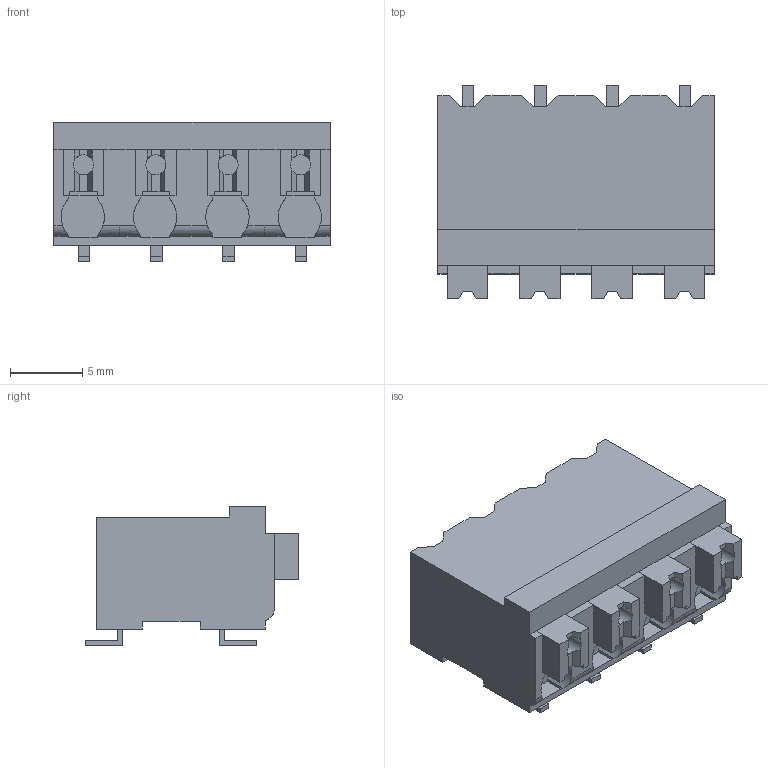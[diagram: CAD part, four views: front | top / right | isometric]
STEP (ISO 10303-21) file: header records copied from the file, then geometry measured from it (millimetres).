
FILE_DESCRIPTION(('CATIA V5 STEP Exchange','CAx-IF Rec.Pracs.--- Model Styling and Organization---1.2---2011-12-15'),'2;1');
FILE_NAME ('D1452237_0_1473790000_1473790000.stp','2018-03-29T13:03:52+00:00',('none'),('Weidmueller'),'CATIA Version 5-6 Release 2014','CATIA V5 STEP AP214','none');
FILE_SCHEMA(('AUTOMOTIVE_DESIGN { 1 0 10303 214 1 1 1 1 }'));
Length unit declared in the file: millimetre
Products named in the file (1): 1473790000
Bounding box: 19.1 x 14.75 x 9.65 mm (x, y, z)
Volume: 1607.5 mm3; surface area: 1572.4 mm2
Topology: 13 solids, 13 shells, 298 faces, 846 edges, 570 vertices
Faces by surface type: plane 275, cylinder 23
Entity records: 9524 total; most frequent: CARTESIAN_POINT 1869, ORIENTED_EDGE 1692, DIRECTION 1243, EDGE_CURVE 846, VECTOR 762, LINE 762, VERTEX_POINT 570, EDGE_LOOP 302
